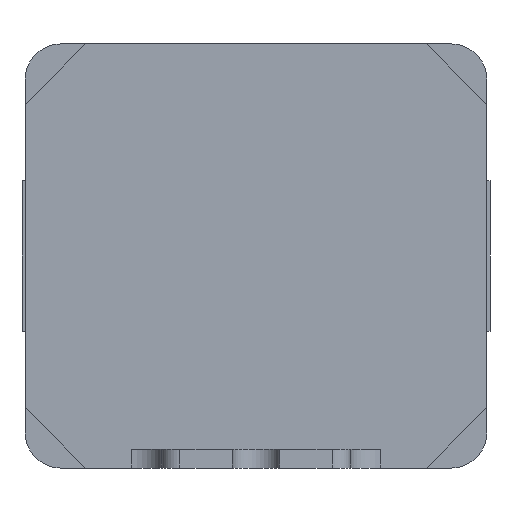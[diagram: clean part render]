
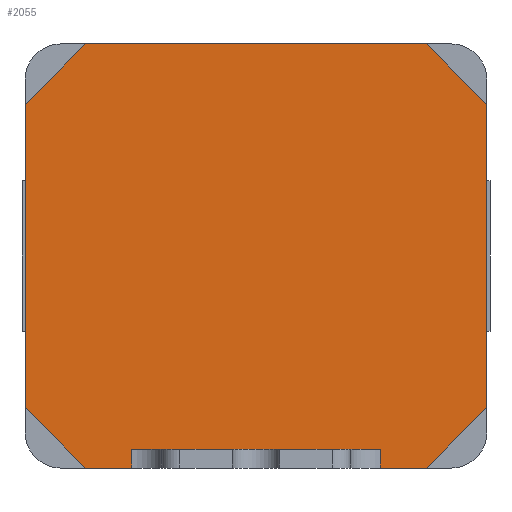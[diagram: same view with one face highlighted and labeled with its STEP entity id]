
A CAD part, front view. The second image highlights one B-rep face of the part: STEP entity #2055.
In plain terms, the highlighted planar face has unit normal (0, -1, 0).
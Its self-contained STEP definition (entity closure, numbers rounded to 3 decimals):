
#81=CARTESIAN_POINT('POINT9',(-10.478,-48.412,-16.281)
   );
#82=VERTEX_POINT('VERTEX9',#81);
#83=CARTESIAN_POINT('POINT10',(10.478,-48.412,-16.281)
   );
#84=VERTEX_POINT('VERTEX10',#83);
#85=CARTESIAN_POINT('POS11',(0.,-48.412,
   -16.281));
#86=DIRECTION('DIR13',(1.,0.,0.));
#87=VECTOR('VEC9',#86,25.4);
#88=LINE('STRAIGHT9',#85,#87);
#89=EDGE_CURVE('EDGE9',#82,#84,#88,.T.);
#1245=CARTESIAN_POINT('POINT101',(14.364,-48.412,
   17.856));
#1246=VERTEX_POINT('VERTEX101',#1245);
#1247=CARTESIAN_POINT('POINT102',(19.444,-48.412,
   12.776));
#1248=VERTEX_POINT('VERTEX102',#1247);
#1249=CARTESIAN_POINT('POS149',(19.444,-48.412,12.776)
   );
#1250=DIRECTION('DIR199',(0.707,0.,
   -0.707));
#1251=VECTOR('VEC99',#1250,25.4);
#1252=LINE('STRAIGHT99',#1249,#1251);
#1253=EDGE_CURVE('EDGE129',#1246,#1248,#1252,.T.);
#1308=CARTESIAN_POINT('POINT107',(-19.444,-48.412,
   12.776));
#1309=VERTEX_POINT('VERTEX107',#1308);
#1310=CARTESIAN_POINT('POINT108',(-14.364,-48.412,
   17.856));
#1311=VERTEX_POINT('VERTEX108',#1310);
#1312=CARTESIAN_POINT('POS156',(-14.364,-48.412,17.856
   ));
#1313=DIRECTION('DIR208',(0.707,0.,
   0.707));
#1314=VECTOR('VEC104',#1313,25.4);
#1315=LINE('STRAIGHT104',#1312,#1314);
#1316=EDGE_CURVE('EDGE136',#1309,#1311,#1315,.T.);
#1699=CARTESIAN_POINT('POINT133',(-14.364,-48.412,
   -17.856));
#1700=VERTEX_POINT('VERTEX133',#1699);
#1701=CARTESIAN_POINT('POINT134',(-19.444,-48.412,
   -12.776));
#1702=VERTEX_POINT('VERTEX134',#1701);
#1703=CARTESIAN_POINT('POS204',(-19.444,-48.412,
   -12.776));
#1704=DIRECTION('DIR275',(-0.707,0.,
   0.707));
#1705=VECTOR('VEC133',#1704,25.4);
#1706=LINE('STRAIGHT133',#1703,#1705);
#1707=EDGE_CURVE('EDGE173',#1700,#1702,#1706,.T.);
#1731=CARTESIAN_POINT('POINT135',(-10.478,-48.412,
   -17.856));
#1732=VERTEX_POINT('VERTEX135',#1731);
#1733=CARTESIAN_POINT('POS208',(-10.478,-48.412,
   -17.856));
#1734=DIRECTION('DIR280',(0.,0.,-1.));
#1735=VECTOR('VEC136',#1734,25.4);
#1736=LINE('STRAIGHT136',#1733,#1735);
#1737=EDGE_CURVE('EDGE176',#82,#1732,#1736,.T.);
#1983=CARTESIAN_POINT('POINT146',(10.478,-48.412,
   -17.856));
#1984=VERTEX_POINT('VERTEX146',#1983);
#1992=CARTESIAN_POINT('POS240',(10.478,-48.412,-8.928)
   );
#1993=DIRECTION('DIR327',(0.,0.,
   -1.));
#1994=VECTOR('VEC153',#1993,25.4);
#1995=LINE('STRAIGHT153',#1992,#1994);
#1996=EDGE_CURVE('EDGE198',#84,#1984,#1995,.T.);
#2006=ORIENTED_EDGE('COEDGE269',*,*,#1996,.T.);
#2007=CARTESIAN_POINT('POINT147',(14.364,-48.412,
   -17.856));
#2008=VERTEX_POINT('VERTEX147',#2007);
#2009=CARTESIAN_POINT('POS242',(-14.364,-48.412,
   -17.856));
#2010=DIRECTION('DIR330',(-1.,0.,0.));
#2011=VECTOR('VEC154',#2010,25.4);
#2012=LINE('STRAIGHT154',#2009,#2011);
#2013=EDGE_CURVE('EDGE199',#2008,#1984,#2012,.T.);
#2014=ORIENTED_EDGE('COEDGE270',*,*,#2013,.F.);
#2015=CARTESIAN_POINT('POINT148',(19.444,-48.412,
   -12.776));
#2016=VERTEX_POINT('VERTEX148',#2015);
#2017=CARTESIAN_POINT('POS243',(14.364,-48.412,-17.856
   ));
#2018=DIRECTION('DIR331',(-0.707,0.,
   -0.707));
#2019=VECTOR('VEC155',#2018,25.4);
#2020=LINE('STRAIGHT155',#2017,#2019);
#2021=EDGE_CURVE('EDGE200',#2016,#2008,#2020,.T.);
#2022=ORIENTED_EDGE('COEDGE271',*,*,#2021,.F.);
#2023=CARTESIAN_POINT('POS244',(19.444,-48.412,-12.776
   ));
#2024=DIRECTION('DIR332',(0.,0.,
   -1.));
#2025=VECTOR('VEC156',#2024,25.4);
#2026=LINE('STRAIGHT156',#2023,#2025);
#2027=EDGE_CURVE('EDGE201',#1248,#2016,#2026,.T.);
#2028=ORIENTED_EDGE('COEDGE272',*,*,#2027,.F.);
#2029=ORIENTED_EDGE('COEDGE273',*,*,#1253,.F.);
#2030=CARTESIAN_POINT('POS245',(14.364,-48.412,17.856)
   );
#2031=DIRECTION('DIR333',(1.,0.,
   0.));
#2032=VECTOR('VEC157',#2031,25.4);
#2033=LINE('STRAIGHT157',#2030,#2032);
#2034=EDGE_CURVE('EDGE202',#1311,#1246,#2033,.T.);
#2035=ORIENTED_EDGE('COEDGE274',*,*,#2034,.F.);
#2036=ORIENTED_EDGE('COEDGE275',*,*,#1316,.F.);
#2037=CARTESIAN_POINT('POS246',(-19.444,-48.412,12.776
   ));
#2038=DIRECTION('DIR334',(0.,0.,
   1.));
#2039=VECTOR('VEC158',#2038,25.4);
#2040=LINE('STRAIGHT158',#2037,#2039);
#2041=EDGE_CURVE('EDGE203',#1702,#1309,#2040,.T.);
#2042=ORIENTED_EDGE('COEDGE276',*,*,#2041,.F.);
#2043=ORIENTED_EDGE('COEDGE277',*,*,#1707,.F.);
#2044=EDGE_CURVE('EDGE204',#1732,#1700,#2012,.T.);
#2045=ORIENTED_EDGE('COEDGE278',*,*,#2044,.F.);
#2046=ORIENTED_EDGE('COEDGE279',*,*,#1737,.F.);
#2047=ORIENTED_EDGE('COEDGE280',*,*,#89,.T.);
#2048=EDGE_LOOP('NONE',(#2006,#2014,#2022,#2028,#2029,#2035,#2036,#2042,
   #2043,#2045,#2046,#2047));
#2049=FACE_BOUND('LOOP1',#2048,.T.);
#2050=CARTESIAN_POINT('POS247',(0.,-48.412,
   0.));
#2051=DIRECTION('DIR335',(0.,-1.,
   0.));
#2052=DIRECTION('DIR336',(1.,0.,
   0.));
#2053=AXIS2_PLACEMENT_3D('AXIS89',#2050,#2051,#2052);
#2054=PLANE('PLANE44',#2053);
#2055=ADVANCED_FACE('FACE66',(#2049),#2054,.T.);
